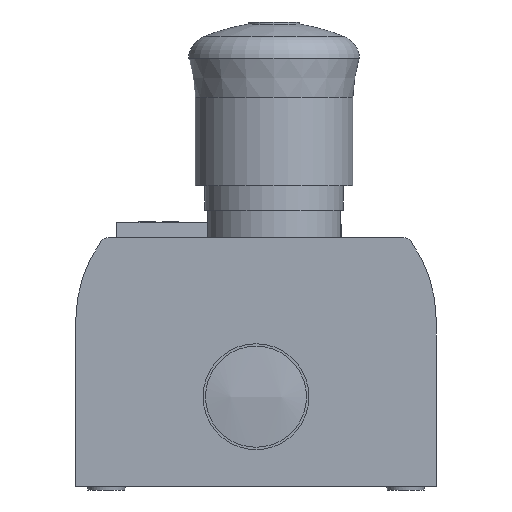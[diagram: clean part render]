
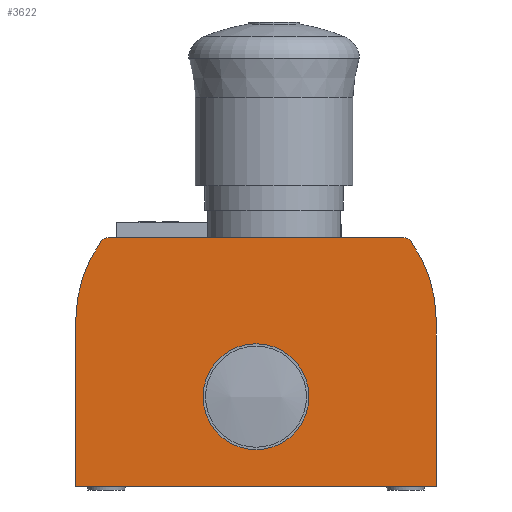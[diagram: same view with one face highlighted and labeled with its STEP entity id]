
A CAD part, left-side view. The second image highlights one B-rep face of the part: STEP entity #3622.
In plain terms, the highlighted planar face has unit normal (-1, 0, 0).
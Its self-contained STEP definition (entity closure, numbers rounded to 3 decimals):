
#514=CIRCLE('',#18580,11.75);
#525=CIRCLE('',#18624,2.);
#527=CIRCLE('',#18627,30.);
#529=CIRCLE('',#18633,30.);
#531=CIRCLE('',#18636,2.);
#844=FACE_BOUND('',#6111,.T.);
#845=FACE_BOUND('',#6112,.T.);
#3622=ADVANCED_FACE('',(#844,#845),#4356,.F.);
#4356=PLANE('',#18641);
#6111=EDGE_LOOP('',(#11802));
#6112=EDGE_LOOP('',(#11803,#11804,#11805,#11806,#11807,#11808,#11809,#11810));
#7020=LINE('',#30326,#8099);
#7023=LINE('',#30332,#8102);
#7026=LINE('',#30338,#8105);
#7034=LINE('',#30364,#8113);
#8099=VECTOR('',#20929,1.);
#8102=VECTOR('',#20934,1.);
#8105=VECTOR('',#20939,1.);
#8113=VECTOR('',#20963,1.);
#11802=ORIENTED_EDGE('',*,*,#16131,.T.);
#11803=ORIENTED_EDGE('',*,*,#16166,.F.);
#11804=ORIENTED_EDGE('',*,*,#16192,.F.);
#11805=ORIENTED_EDGE('',*,*,#16185,.F.);
#11806=ORIENTED_EDGE('',*,*,#16182,.F.);
#11807=ORIENTED_EDGE('',*,*,#16179,.F.);
#11808=ORIENTED_EDGE('',*,*,#16176,.F.);
#11809=ORIENTED_EDGE('',*,*,#16173,.F.);
#11810=ORIENTED_EDGE('',*,*,#16170,.F.);
#14055=VERTEX_POINT('',#30221);
#14078=VERTEX_POINT('',#30312);
#14079=VERTEX_POINT('',#30313);
#14082=VERTEX_POINT('',#30321);
#14084=VERTEX_POINT('',#30327);
#14086=VERTEX_POINT('',#30333);
#14088=VERTEX_POINT('',#30339);
#14090=VERTEX_POINT('',#30345);
#14092=VERTEX_POINT('',#30351);
#16131=EDGE_CURVE('',#14055,#14055,#514,.T.);
#16166=EDGE_CURVE('',#14078,#14079,#525,.T.);
#16170=EDGE_CURVE('',#14079,#14082,#527,.T.);
#16173=EDGE_CURVE('',#14082,#14084,#7020,.T.);
#16176=EDGE_CURVE('',#14084,#14086,#7023,.T.);
#16179=EDGE_CURVE('',#14086,#14088,#7026,.T.);
#16182=EDGE_CURVE('',#14088,#14090,#529,.T.);
#16185=EDGE_CURVE('',#14090,#14092,#531,.T.);
#16192=EDGE_CURVE('',#14092,#14078,#7034,.T.);
#18580=AXIS2_PLACEMENT_3D('',#30220,#20802,#20803);
#18624=AXIS2_PLACEMENT_3D('',#30311,#20914,#20915);
#18627=AXIS2_PLACEMENT_3D('',#30320,#20922,#20923);
#18633=AXIS2_PLACEMENT_3D('',#30344,#20944,#20945);
#18636=AXIS2_PLACEMENT_3D('',#30350,#20951,#20952);
#18641=AXIS2_PLACEMENT_3D('',#30367,#20967,#20968);
#20802=DIRECTION('',(1.,0.,0.));
#20803=DIRECTION('',(0.,0.,1.));
#20914=DIRECTION('',(1.,0.,0.));
#20915=DIRECTION('',(0.,0.,1.));
#20922=DIRECTION('',(1.,0.,0.));
#20923=DIRECTION('',(0.,-0.814,0.58));
#20929=DIRECTION('',(0.,0.,-1.));
#20934=DIRECTION('',(0.,1.,0.));
#20939=DIRECTION('',(0.,0.,1.));
#20944=DIRECTION('',(1.,0.,0.));
#20945=DIRECTION('',(0.,1.,0.));
#20951=DIRECTION('',(1.,0.,0.));
#20952=DIRECTION('',(0.,0.814,0.58));
#20963=DIRECTION('',(0.,-1.,0.));
#20967=DIRECTION('',(1.,0.,0.));
#20968=DIRECTION('',(0.,0.,1.));
#30220=CARTESIAN_POINT('',(-76.5,0.,-35.293));
#30221=CARTESIAN_POINT('',(-76.5,0.,-23.543));
#30311=CARTESIAN_POINT('',(-76.5,-32.802,-2.));
#30312=CARTESIAN_POINT('',(-76.5,-32.802,0.));
#30313=CARTESIAN_POINT('',(-76.5,-34.431,-0.839));
#30320=CARTESIAN_POINT('',(-76.5,-10.,-18.25));
#30321=CARTESIAN_POINT('',(-76.5,-40.,-18.25));
#30326=CARTESIAN_POINT('',(-76.5,-40.,-18.25));
#30327=CARTESIAN_POINT('',(-76.5,-40.,-55.2));
#30332=CARTESIAN_POINT('',(-76.5,-40.,-55.2));
#30333=CARTESIAN_POINT('',(-76.5,40.,-55.2));
#30338=CARTESIAN_POINT('',(-76.5,40.,-55.2));
#30339=CARTESIAN_POINT('',(-76.5,40.,-18.25));
#30344=CARTESIAN_POINT('',(-76.5,10.,-18.25));
#30345=CARTESIAN_POINT('',(-76.5,34.431,-0.839));
#30350=CARTESIAN_POINT('',(-76.5,32.802,-2.));
#30351=CARTESIAN_POINT('',(-76.5,32.802,0.));
#30364=CARTESIAN_POINT('',(-76.5,32.802,0.));
#30367=CARTESIAN_POINT('',(-76.5,0.,0.));
